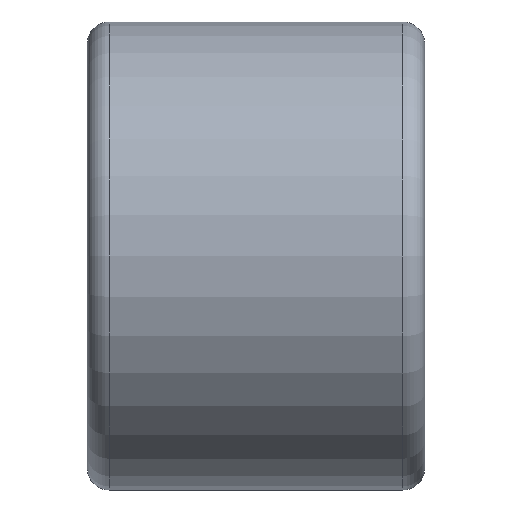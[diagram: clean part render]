
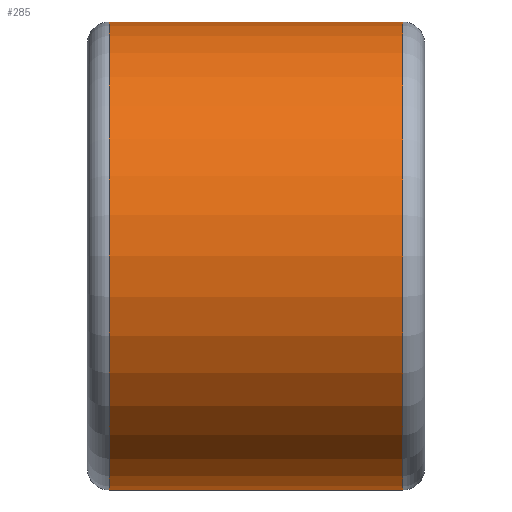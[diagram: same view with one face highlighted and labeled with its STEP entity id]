
A CAD part, left-side view. The second image highlights one B-rep face of the part: STEP entity #285.
In plain terms, the highlighted cylindrical face has radius 10.75 mm (diameter 21.5 mm), a full revolution.
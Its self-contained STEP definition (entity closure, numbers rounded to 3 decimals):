
#37=LINE('',#482,#58);
#58=VECTOR('',#385,10.75);
#79=CYLINDRICAL_SURFACE('',#333,10.75);
#83=FACE_OUTER_BOUND('',#100,.T.);
#100=EDGE_LOOP('',(#209,#210,#211,#212,#213,#214));
#121=CIRCLE('',#330,10.75);
#122=CIRCLE('',#331,10.75);
#124=CIRCLE('',#334,10.75);
#125=CIRCLE('',#335,10.75);
#139=VERTEX_POINT('',#472);
#140=VERTEX_POINT('',#474);
#141=VERTEX_POINT('',#479);
#142=VERTEX_POINT('',#480);
#166=EDGE_CURVE('',#139,#140,#121,.T.);
#167=EDGE_CURVE('',#140,#139,#122,.T.);
#169=EDGE_CURVE('',#141,#142,#124,.T.);
#170=EDGE_CURVE('',#141,#140,#37,.T.);
#171=EDGE_CURVE('',#142,#141,#125,.T.);
#209=ORIENTED_EDGE('',*,*,#169,.F.);
#210=ORIENTED_EDGE('',*,*,#170,.T.);
#211=ORIENTED_EDGE('',*,*,#166,.F.);
#212=ORIENTED_EDGE('',*,*,#167,.F.);
#213=ORIENTED_EDGE('',*,*,#170,.F.);
#214=ORIENTED_EDGE('',*,*,#171,.F.);
#285=ADVANCED_FACE('',(#83),#79,.T.);
#330=AXIS2_PLACEMENT_3D('',#475,#375,#376);
#331=AXIS2_PLACEMENT_3D('',#476,#377,#378);
#333=AXIS2_PLACEMENT_3D('',#478,#381,#382);
#334=AXIS2_PLACEMENT_3D('',#481,#383,#384);
#335=AXIS2_PLACEMENT_3D('',#483,#386,#387);
#375=DIRECTION('center_axis',(0.,1.,0.));
#376=DIRECTION('ref_axis',(-1.,0.,0.));
#377=DIRECTION('center_axis',(0.,1.,0.));
#378=DIRECTION('ref_axis',(-1.,0.,0.));
#381=DIRECTION('center_axis',(0.,-1.,0.));
#382=DIRECTION('ref_axis',(-1.,0.,0.));
#383=DIRECTION('center_axis',(0.,-1.,0.));
#384=DIRECTION('ref_axis',(-1.,0.,0.));
#385=DIRECTION('',(0.,1.,0.));
#386=DIRECTION('center_axis',(0.,-1.,0.));
#387=DIRECTION('ref_axis',(-1.,0.,0.));
#472=CARTESIAN_POINT('',(0.,23.,-10.75));
#474=CARTESIAN_POINT('',(10.75,23.,0.));
#475=CARTESIAN_POINT('Origin',(0.,23.,0.));
#476=CARTESIAN_POINT('Origin',(0.,23.,0.));
#478=CARTESIAN_POINT('Origin',(0.,11.5,0.));
#479=CARTESIAN_POINT('',(10.75,9.5,0.));
#480=CARTESIAN_POINT('',(0.,9.5,10.75));
#481=CARTESIAN_POINT('Origin',(0.,9.5,0.));
#482=CARTESIAN_POINT('',(10.75,11.5,0.));
#483=CARTESIAN_POINT('Origin',(0.,9.5,0.));
